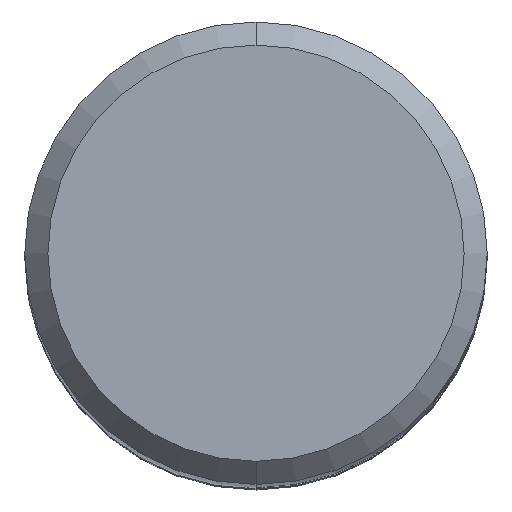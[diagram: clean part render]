
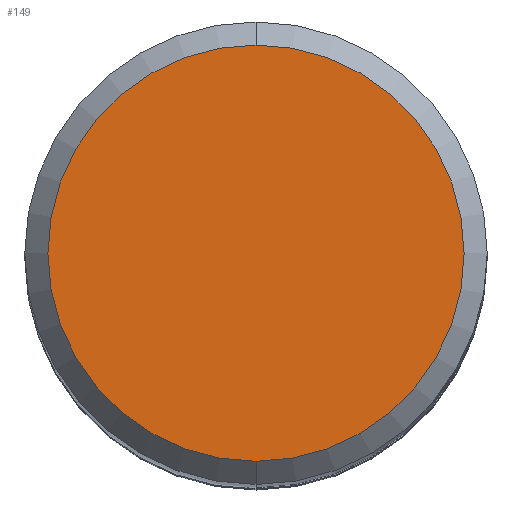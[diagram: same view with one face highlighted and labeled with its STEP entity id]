
A CAD part, top view. The second image highlights one B-rep face of the part: STEP entity #149.
In plain terms, the highlighted planar face has unit normal (0, 0, 1).
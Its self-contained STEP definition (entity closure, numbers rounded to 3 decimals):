
#141=VERTEX_POINT('',#376);
#149=ADVANCED_FACE('',(#384),#385,.T.);
#151=EDGE_CURVE('',#205,#141,#387,.T.);
#205=VERTEX_POINT('',#448);
#239=EDGE_CURVE('',#141,#205,#486,.T.);
#376=CARTESIAN_POINT('',(0.0,5.4,0.0));
#384=FACE_OUTER_BOUND('',#643,.T.);
#385=PLANE('',#644);
#387=CIRCLE('',#647,5.4);
#448=CARTESIAN_POINT('',(0.,-5.4,0.0));
#486=CIRCLE('',#772,5.4);
#643=EDGE_LOOP('',(#949,#950));
#644=AXIS2_PLACEMENT_3D('',#951,#952,#953);
#647=AXIS2_PLACEMENT_3D('',#954,#955,#956);
#772=AXIS2_PLACEMENT_3D('',#1080,#1081,#1082);
#949=ORIENTED_EDGE('',*,*,#239,.F.);
#950=ORIENTED_EDGE('',*,*,#151,.F.);
#951=CARTESIAN_POINT('',(0.0,2.7,0.0));
#952=DIRECTION('',(-0.0,0.0,1.0));
#953=DIRECTION('',(0.0,-1.0,0.0));
#954=CARTESIAN_POINT('',(0.0,0.0,0.0));
#955=DIRECTION('',(0.0,0.0,-1.0));
#956=DIRECTION('',(0.0,1.0,0.0));
#1080=CARTESIAN_POINT('',(0.0,0.0,0.0));
#1081=DIRECTION('',(0.0,0.0,-1.0));
#1082=DIRECTION('',(0.0,1.0,0.0));
